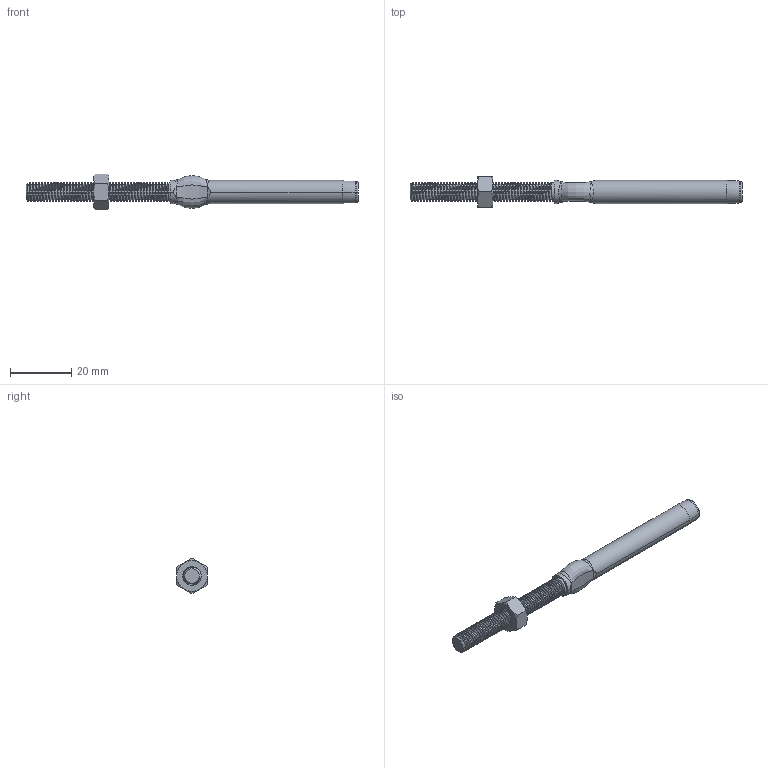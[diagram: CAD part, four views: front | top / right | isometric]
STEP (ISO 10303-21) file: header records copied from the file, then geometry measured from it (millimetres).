
FILE_DESCRIPTION (( 'STEP AP203' ), '1' );
FILE_NAME ('A14_L5-4.STEP', '2019-03-19T13:19:40', ( '' ), ( '' ), 'SwSTEP 2.0', 'SolidWorks 2018', '' );
FILE_SCHEMA (( 'CONFIG_CONTROL_DESIGN' ));
Length unit declared in the file: millimetre
Products named in the file (3): matica DIN 934_M6_A2; A14_L5-4; A14_L5-4.P1
Assembly tree (2 placements, depth 2):
  A14_L5-4
    A14_L5-4.P1
    matica DIN 934_M6_A2
Bounding box: 108 x 10 x 11.55 mm (x, y, z)
Volume: 3333.6 mm3; surface area: 4206.6 mm2
Topology: 2 solids, 2 shells, 208 faces, 578 edges, 374 vertices
Faces by surface type: cylinder 141, cone 26, bspline 20, plane 17, torus 4
Entity records: 15101 total; most frequent: CARTESIAN_POINT 10512, ORIENTED_EDGE 1152, DIRECTION 654, EDGE_CURVE 576, VERTEX_POINT 374, AXIS2_PLACEMENT_3D 244, EDGE_LOOP 212, ADVANCED_FACE 208
